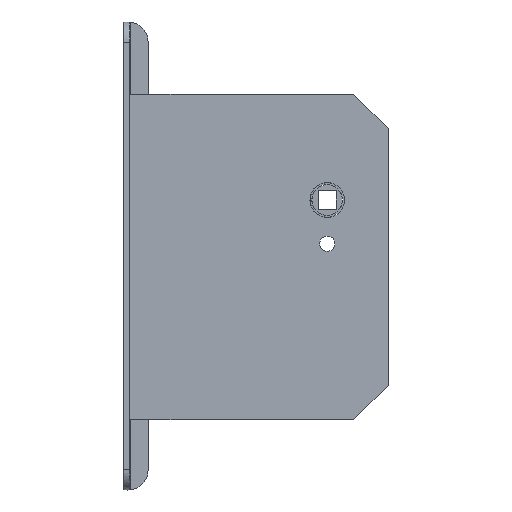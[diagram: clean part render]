
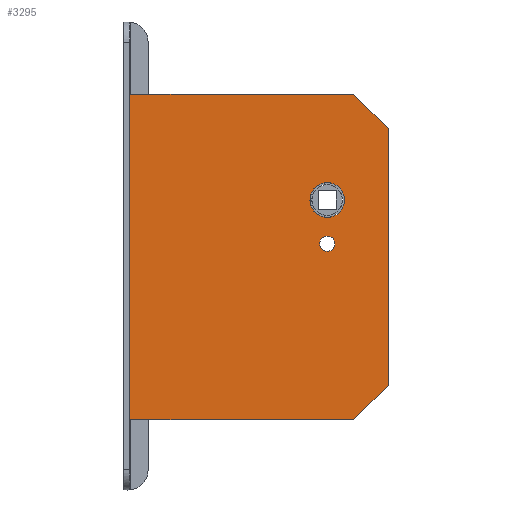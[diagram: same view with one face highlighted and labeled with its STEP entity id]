
A CAD part, top view. The second image highlights one B-rep face of the part: STEP entity #3295.
In plain terms, the highlighted planar face has unit normal (0, 0, 1).
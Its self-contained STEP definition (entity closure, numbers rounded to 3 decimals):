
#116 = CARTESIAN_POINT ( 'NONE',  ( 13., -108., 7.75 ) ) ;
#224 = AXIS2_PLACEMENT_3D ( 'NONE', #1086, #257, #5793 ) ;
#225 = FACE_BOUND ( 'NONE', #1508, .T. ) ;
#240 = AXIS2_PLACEMENT_3D ( 'NONE', #5717, #2829, #2899 ) ;
#257 = DIRECTION ( 'NONE',  ( 0., 0., 1. ) ) ;
#404 = CARTESIAN_POINT ( 'NONE',  ( -97., -108., 7.75 ) ) ;
#447 = DIRECTION ( 'NONE',  ( 1., 0., 0. ) ) ;
#513 = ORIENTED_EDGE ( 'NONE', *, *, #995, .F. ) ;
#542 = VECTOR ( 'NONE', #4758, 1000. ) ;
#609 = AXIS2_PLACEMENT_3D ( 'NONE', #3647, #4991, #447 ) ;
#761 = CARTESIAN_POINT ( 'NONE',  ( -97., 52., 7.75 ) ) ;
#853 = DIRECTION ( 'NONE',  ( -0.707, 0.707, 0. ) ) ;
#882 = CARTESIAN_POINT ( 'NONE',  ( -97., -108., 7.75 ) ) ;
#953 = EDGE_CURVE ( 'NONE', #4694, #2237, #4699, .T. ) ;
#957 = LINE ( 'NONE', #4205, #542 ) ;
#959 = DIRECTION ( 'NONE',  ( 0., 0., 1. ) ) ;
#995 = EDGE_CURVE ( 'NONE', #2136, #2923, #3578, .T. ) ;
#1066 = CARTESIAN_POINT ( 'NONE',  ( -8.5, 0., 7.75 ) ) ;
#1072 = EDGE_LOOP ( 'NONE', ( #4066, #5835, #5187, #1937, #4403, #2989 ) ) ;
#1086 = CARTESIAN_POINT ( 'NONE',  ( 0., 0., 7.75 ) ) ;
#1137 = EDGE_CURVE ( 'NONE', #3879, #1213, #3235, .T. ) ;
#1213 = VERTEX_POINT ( 'NONE', #1066 ) ;
#1230 = DIRECTION ( 'NONE',  ( 1., 0., 0. ) ) ;
#1407 = VERTEX_POINT ( 'NONE', #3922 ) ;
#1457 = CARTESIAN_POINT ( 'NONE',  ( 13., -108., 7.75 ) ) ;
#1508 = EDGE_LOOP ( 'NONE', ( #2010, #513 ) ) ;
#1774 = LINE ( 'NONE', #4533, #3565 ) ;
#1886 = CIRCLE ( 'NONE', #3627, 3.75 ) ;
#1937 = ORIENTED_EDGE ( 'NONE', *, *, #953, .T. ) ;
#2010 = ORIENTED_EDGE ( 'NONE', *, *, #3811, .F. ) ;
#2064 = FACE_OUTER_BOUND ( 'NONE', #1072, .T. ) ;
#2136 = VERTEX_POINT ( 'NONE', #2449 ) ;
#2159 = ORIENTED_EDGE ( 'NONE', *, *, #2550, .F. ) ;
#2237 = VERTEX_POINT ( 'NONE', #2594 ) ;
#2449 = CARTESIAN_POINT ( 'NONE',  ( 3.75, -21.5, 7.75 ) ) ;
#2454 = CARTESIAN_POINT ( 'NONE',  ( 8.5, 0., 7.75 ) ) ;
#2517 = DIRECTION ( 'NONE',  ( 1., 0., 0. ) ) ;
#2550 = EDGE_CURVE ( 'NONE', #1213, #3879, #2977, .T. ) ;
#2594 = CARTESIAN_POINT ( 'NONE',  ( 30., -91., 7.75 ) ) ;
#2709 = LINE ( 'NONE', #882, #3372 ) ;
#2829 = DIRECTION ( 'NONE',  ( 0., 0., 1. ) ) ;
#2899 = DIRECTION ( 'NONE',  ( 1., 0., 0. ) ) ;
#2923 = VERTEX_POINT ( 'NONE', #5554 ) ;
#2977 = CIRCLE ( 'NONE', #240, 8.5 ) ;
#2989 = ORIENTED_EDGE ( 'NONE', *, *, #4411, .T. ) ;
#3081 = CARTESIAN_POINT ( 'NONE',  ( 30., 35., 7.75 ) ) ;
#3169 = CARTESIAN_POINT ( 'NONE',  ( 30., 35., 7.75 ) ) ;
#3235 = CIRCLE ( 'NONE', #609, 8.5 ) ;
#3295 = ADVANCED_FACE ( 'NONE', ( #225, #2064, #5249 ), #3465, .T. ) ;
#3372 = VECTOR ( 'NONE', #1230, 1000. ) ;
#3392 = AXIS2_PLACEMENT_3D ( 'NONE', #4240, #959, #4663 ) ;
#3427 = CARTESIAN_POINT ( 'NONE',  ( 0., -21.5, 7.75 ) ) ;
#3442 = VERTEX_POINT ( 'NONE', #404 ) ;
#3465 = PLANE ( 'NONE',  #224 ) ;
#3565 = VECTOR ( 'NONE', #4016, 1000. ) ;
#3578 = CIRCLE ( 'NONE', #3392, 3.75 ) ;
#3627 = AXIS2_PLACEMENT_3D ( 'NONE', #3427, #5244, #2517 ) ;
#3636 = EDGE_CURVE ( 'NONE', #2237, #5658, #6004, .T. ) ;
#3647 = CARTESIAN_POINT ( 'NONE',  ( 0., 0., 7.75 ) ) ;
#3791 = DIRECTION ( 'NONE',  ( 0., 1., 0. ) ) ;
#3811 = EDGE_CURVE ( 'NONE', #2923, #2136, #1886, .T. ) ;
#3879 = VERTEX_POINT ( 'NONE', #2454 ) ;
#3922 = CARTESIAN_POINT ( 'NONE',  ( 13., 52., 7.75 ) ) ;
#4016 = DIRECTION ( 'NONE',  ( -1., 0., 0. ) ) ;
#4066 = ORIENTED_EDGE ( 'NONE', *, *, #5736, .T. ) ;
#4124 = EDGE_LOOP ( 'NONE', ( #2159, #4139 ) ) ;
#4139 = ORIENTED_EDGE ( 'NONE', *, *, #1137, .F. ) ;
#4205 = CARTESIAN_POINT ( 'NONE',  ( -97., 52., 7.75 ) ) ;
#4240 = CARTESIAN_POINT ( 'NONE',  ( 0., -21.5, 7.75 ) ) ;
#4403 = ORIENTED_EDGE ( 'NONE', *, *, #3636, .T. ) ;
#4411 = EDGE_CURVE ( 'NONE', #5658, #1407, #4532, .T. ) ;
#4532 = LINE ( 'NONE', #3169, #4892 ) ;
#4533 = CARTESIAN_POINT ( 'NONE',  ( 13., 52., 7.75 ) ) ;
#4663 = DIRECTION ( 'NONE',  ( 1., 0., 0. ) ) ;
#4694 = VERTEX_POINT ( 'NONE', #116 ) ;
#4699 = LINE ( 'NONE', #1457, #5914 ) ;
#4704 = CARTESIAN_POINT ( 'NONE',  ( 30., -91., 7.75 ) ) ;
#4758 = DIRECTION ( 'NONE',  ( 0., -1., 0. ) ) ;
#4892 = VECTOR ( 'NONE', #853, 1000. ) ;
#4991 = DIRECTION ( 'NONE',  ( 0., 0., 1. ) ) ;
#5058 = DIRECTION ( 'NONE',  ( 0.707, 0.707, 0. ) ) ;
#5187 = ORIENTED_EDGE ( 'NONE', *, *, #5664, .T. ) ;
#5244 = DIRECTION ( 'NONE',  ( 0., 0., 1. ) ) ;
#5249 = FACE_BOUND ( 'NONE', #4124, .T. ) ;
#5429 = EDGE_CURVE ( 'NONE', #5643, #3442, #957, .T. ) ;
#5554 = CARTESIAN_POINT ( 'NONE',  ( -3.75, -21.5, 7.75 ) ) ;
#5643 = VERTEX_POINT ( 'NONE', #761 ) ;
#5658 = VERTEX_POINT ( 'NONE', #3081 ) ;
#5663 = VECTOR ( 'NONE', #3791, 1000. ) ;
#5664 = EDGE_CURVE ( 'NONE', #3442, #4694, #2709, .T. ) ;
#5717 = CARTESIAN_POINT ( 'NONE',  ( 0., 0., 7.75 ) ) ;
#5736 = EDGE_CURVE ( 'NONE', #1407, #5643, #1774, .T. ) ;
#5793 = DIRECTION ( 'NONE',  ( 1., 0., 0. ) ) ;
#5835 = ORIENTED_EDGE ( 'NONE', *, *, #5429, .T. ) ;
#5914 = VECTOR ( 'NONE', #5058, 1000. ) ;
#6004 = LINE ( 'NONE', #4704, #5663 ) ;
